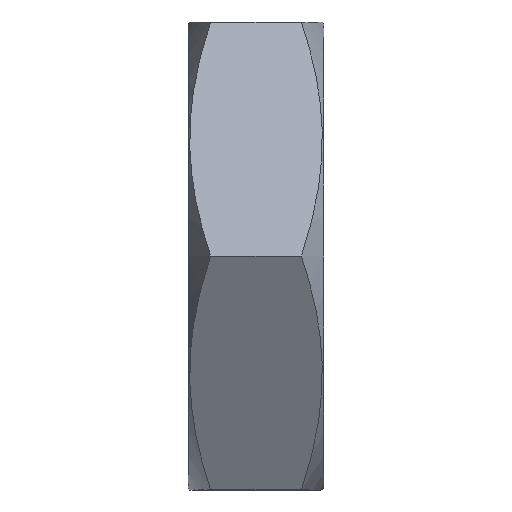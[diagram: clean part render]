
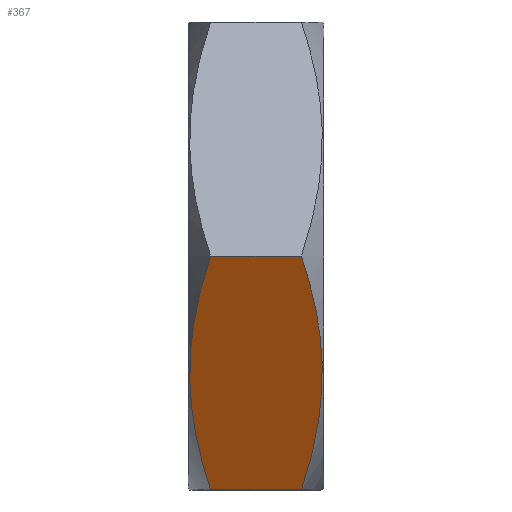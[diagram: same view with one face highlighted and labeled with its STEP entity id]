
A CAD part, left-side view. The second image highlights one B-rep face of the part: STEP entity #367.
In plain terms, the highlighted planar face has unit normal (-0.866, 0, -0.5).
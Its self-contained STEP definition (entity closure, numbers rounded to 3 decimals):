
#204 = CARTESIAN_POINT ( 'NONE',  ( -5.485, 4.594, -9.5 ) ) ;
#209 = CARTESIAN_POINT ( 'NONE',  ( -5.933, 4.853, -8.723 ) ) ;
#221 = CARTESIAN_POINT ( 'NONE',  ( -6.385, 5.066, -7.94 ) ) ;
#222 = CARTESIAN_POINT ( 'NONE',  ( -7.072, 5.288, -6.752 ) ) ;
#223 = CARTESIAN_POINT ( 'NONE',  ( -7.302, 5.345, -6.353 ) ) ;
#224 = CARTESIAN_POINT ( 'NONE',  ( -7.765, 5.423, -5.55 ) ) ;
#225 = CARTESIAN_POINT ( 'NONE',  ( -7.999, 5.443, -5.145 ) ) ;
#226 = CARTESIAN_POINT ( 'NONE',  ( -8.699, 5.442, -3.933 ) ) ;
#227 = CARTESIAN_POINT ( 'NONE',  ( -9.159, 5.361, -3.136 ) ) ;
#228 = CARTESIAN_POINT ( 'NONE',  ( -10.071, 5.065, -1.557 ) ) ;
#229 = CARTESIAN_POINT ( 'NONE',  ( -10.522, 4.852, -0.776 ) ) ;
#230 = CARTESIAN_POINT ( 'NONE',  ( -10.97, 4.594, 0. ) ) ;
#235 = B_SPLINE_CURVE_WITH_KNOTS ( 'NONE', 3,
 ( #230, #229, #228, #227, #226, #225, #224, #223, #222, #221, #209, #204 ),
 .UNSPECIFIED., .F., .F.,
 ( 4, 2, 2, 2, 2, 4 ),
 ( 0., 0.003, 0.006, 0.007, 0.008, 0.011 ),
 .UNSPECIFIED. ) ;
#237 = CARTESIAN_POINT ( 'NONE',  ( -10.97, 4.594, 0. ) ) ;
#290 = VERTEX_POINT ( 'NONE', #237 ) ;
#291 = ORIENTED_EDGE ( 'NONE', *, *, #292, .T. ) ;
#292 = EDGE_CURVE ( 'NONE', #290, #362, #235, .T. ) ;
#293 = ORIENTED_EDGE ( 'NONE', *, *, #361, .T. ) ;
#335 = VERTEX_POINT ( 'NONE', #500 ) ;
#337 = EDGE_CURVE ( 'NONE', #338, #335, #494, .T. ) ;
#338 = VERTEX_POINT ( 'NONE', #495 ) ;
#361 = EDGE_CURVE ( 'NONE', #362, #338, #565, .T. ) ;
#362 = VERTEX_POINT ( 'NONE', #561 ) ;
#367 = ADVANCED_FACE ( 'NONE', ( #560 ), #558, .F. ) ;
#368 = EDGE_LOOP ( 'NONE', ( #369, #370, #291, #293 ) ) ;
#369 = ORIENTED_EDGE ( 'NONE', *, *, #337, .T. ) ;
#370 = ORIENTED_EDGE ( 'NONE', *, *, #371, .F. ) ;
#371 = EDGE_CURVE ( 'NONE', #290, #335, #547, .T. ) ;
#480 = CARTESIAN_POINT ( 'NONE',  ( -10.97, 0.906, 0. ) ) ;
#481 = CARTESIAN_POINT ( 'NONE',  ( -10.521, 0.647, -0.777 ) ) ;
#482 = CARTESIAN_POINT ( 'NONE',  ( -10.069, 0.434, -1.56 ) ) ;
#483 = CARTESIAN_POINT ( 'NONE',  ( -9.383, 0.212, -2.748 ) ) ;
#484 = CARTESIAN_POINT ( 'NONE',  ( -9.153, 0.155, -3.147 ) ) ;
#485 = CARTESIAN_POINT ( 'NONE',  ( -8.689, 0.077, -3.95 ) ) ;
#486 = CARTESIAN_POINT ( 'NONE',  ( -8.455, 0.057, -4.355 ) ) ;
#487 = CARTESIAN_POINT ( 'NONE',  ( -7.756, 0.058, -5.567 ) ) ;
#488 = CARTESIAN_POINT ( 'NONE',  ( -7.295, 0.139, -6.364 ) ) ;
#489 = CARTESIAN_POINT ( 'NONE',  ( -6.384, 0.435, -7.943 ) ) ;
#490 = CARTESIAN_POINT ( 'NONE',  ( -5.933, 0.648, -8.724 ) ) ;
#491 = CARTESIAN_POINT ( 'NONE',  ( -5.485, 0.906, -9.5 ) ) ;
#494 = B_SPLINE_CURVE_WITH_KNOTS ( 'NONE', 3,
 ( #491, #490, #489, #488, #487, #486, #485, #484, #483, #482, #481, #480 ),
 .UNSPECIFIED., .F., .F.,
 ( 4, 2, 2, 2, 2, 4 ),
 ( 0., 0.003, 0.006, 0.007, 0.008, 0.011 ),
 .UNSPECIFIED. ) ;
#495 = CARTESIAN_POINT ( 'NONE',  ( -5.485, 0.906, -9.5 ) ) ;
#500 = CARTESIAN_POINT ( 'NONE',  ( -10.97, 0.906, 0. ) ) ;
#544 = DIRECTION ( 'NONE',  ( 0., -1., 0. ) ) ;
#545 = VECTOR ( 'NONE', #544, 1000. ) ;
#546 = CARTESIAN_POINT ( 'NONE',  ( -10.97, 5.5, 0. ) ) ;
#547 = LINE ( 'NONE', #546, #545 ) ;
#548 = DIRECTION ( 'NONE',  ( 0.5, 0., -0.866 ) ) ;
#549 = DIRECTION ( 'NONE',  ( 0.866, 0., 0.5 ) ) ;
#550 = CARTESIAN_POINT ( 'NONE',  ( -5.485, 5.5, -9.5 ) ) ;
#551 = AXIS2_PLACEMENT_3D ( 'NONE', #550, #549, #548 ) ;
#558 = PLANE ( 'NONE',  #551 ) ;
#560 = FACE_OUTER_BOUND ( 'NONE', #368, .T. ) ;
#561 = CARTESIAN_POINT ( 'NONE',  ( -5.485, 4.594, -9.5 ) ) ;
#562 = DIRECTION ( 'NONE',  ( 0., -1., 0. ) ) ;
#563 = VECTOR ( 'NONE', #562, 1000. ) ;
#564 = CARTESIAN_POINT ( 'NONE',  ( -5.485, 5.5, -9.5 ) ) ;
#565 = LINE ( 'NONE', #564, #563 ) ;
